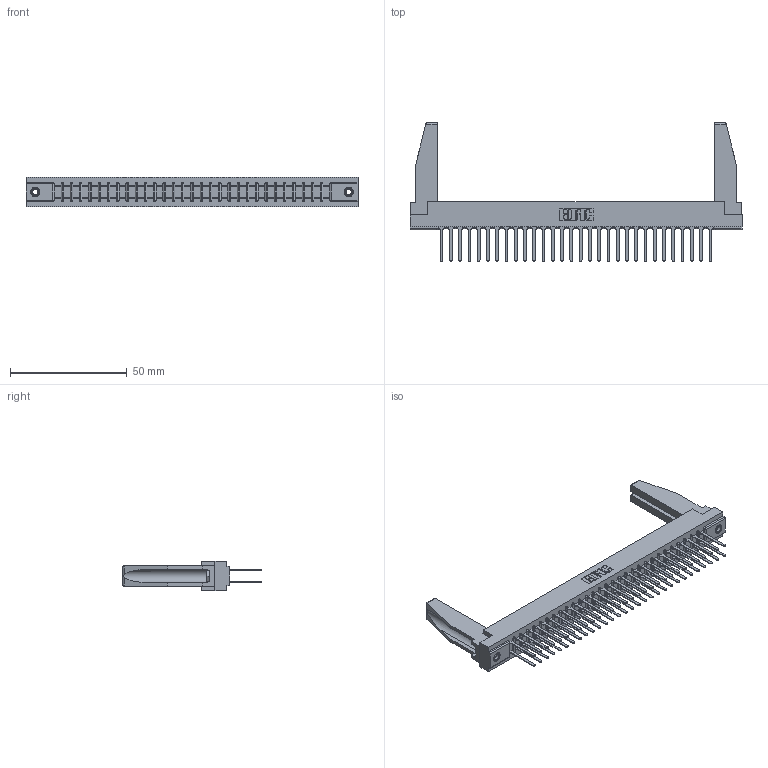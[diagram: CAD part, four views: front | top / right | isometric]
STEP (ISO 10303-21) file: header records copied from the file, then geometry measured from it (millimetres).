
FILE_DESCRIPTION (( 'STEP AP203' ), '1' );
FILE_NAME ('307-060-542-278.STEP', '2019-09-06T15:10:00', ( '' ), ( '' ), 'SwSTEP 2.0', 'SolidWorks 2016', '' );
FILE_SCHEMA (( 'CONFIG_CONTROL_DESIGN' ));
Length unit declared in the file: inch
Products named in the file (5): 307-060-542-278; 345-250-001_345-250-001-102; 307-290-001_542; 307 Part_.156 Dia Mounting Holes; 307-220-078
Assembly tree (65 placements, depth 2):
  307-060-542-278
    307 Part_.156 Dia Mounting Holes
    307-290-001_542  x60
    307-220-078  x2
    345-250-001_345-250-001-102  x2
Bounding box: 141.88 x 59.13 x 12.7 mm (x, y, z)
Volume: 19225.2 mm3; surface area: 23530 mm2
Topology: 65 solids, 65 shells, 3039 faces, 8453 edges, 5462 vertices
Faces by surface type: plane 2014, cylinder 947, sphere 62, cone 12, torus 4
Entity records: 30565 total; most frequent: CARTESIAN_POINT 5012, ORIENTED_EDGE 4924, DIRECTION 4868, EDGE_CURVE 2462, VECTOR 1888, LINE 1888, VERTEX_POINT 1592, AXIS2_PLACEMENT_3D 1490
